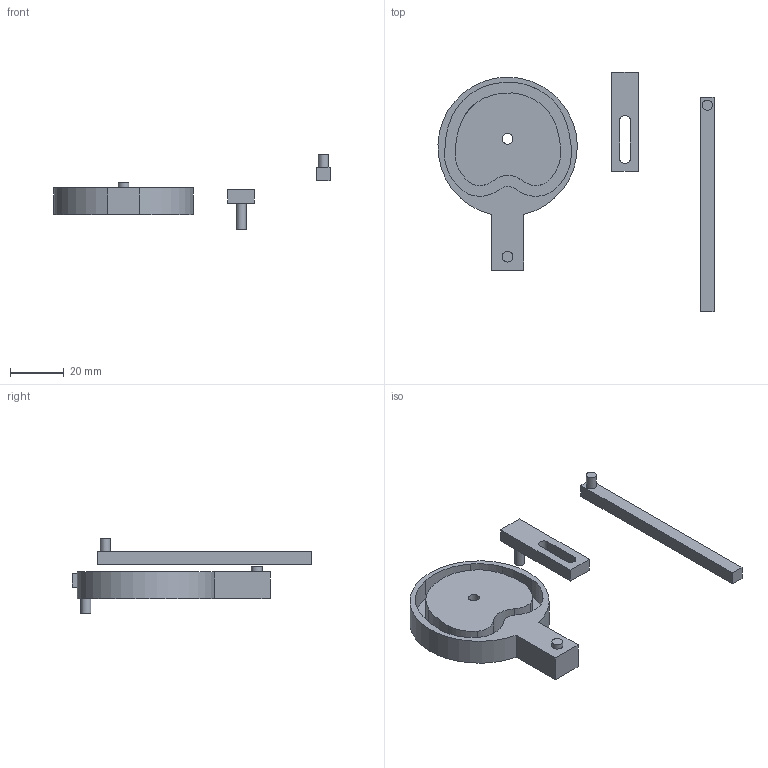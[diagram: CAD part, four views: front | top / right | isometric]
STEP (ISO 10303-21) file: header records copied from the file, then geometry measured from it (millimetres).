
FILE_DESCRIPTION(/* description */ (''),/* implementation_level */ '2;1');
FILE_NAME(/* name */ 'cam design v1.step',/* time_stamp */ '2021-02-01T14:52:07-08:00',/* author */ (''),/* organization */ (''),/* preprocessor_version */ 'ST-DEVELOPER v18.1',/* originating_system */ 'Autodesk Translation Framework v9.7.1.1290',/* authorisation */ '');
FILE_SCHEMA (('AUTOMOTIVE_DESIGN { 1 0 10303 214 3 1 1 }'));
Length unit declared in the file: millimetre
Products named in the file (4): cam design; Base; Arm; Arm Length
Assembly tree (3 placements, depth 2):
  cam design
    Base
    Arm
    Arm Length
Bounding box: 103.01 x 89.21 x 28.29 mm (x, y, z)
Volume: 22887 mm3; surface area: 12179.6 mm2
Topology: 3 solids, 3 shells, 53 faces, 126 edges, 84 vertices
Faces by surface type: plane 24, bspline 22, cylinder 7
Full cylindrical faces by diameter (mm): 3.75 x2, 4 x2
Entity records: 2132 total; most frequent: CARTESIAN_POINT 917, ORIENTED_EDGE 252, DIRECTION 172, EDGE_CURVE 126, VERTEX_POINT 84, LINE 68, VECTOR 68, EDGE_LOOP 62
